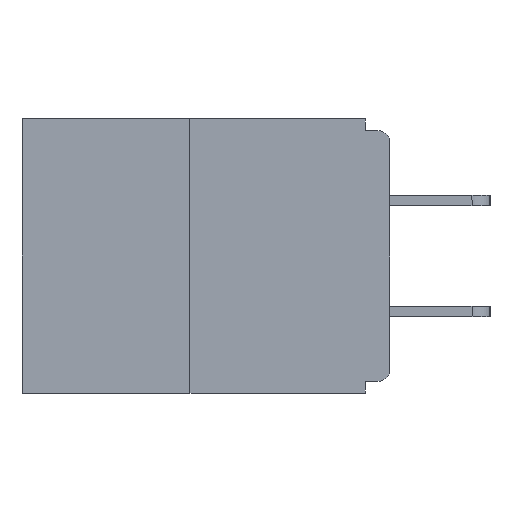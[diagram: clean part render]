
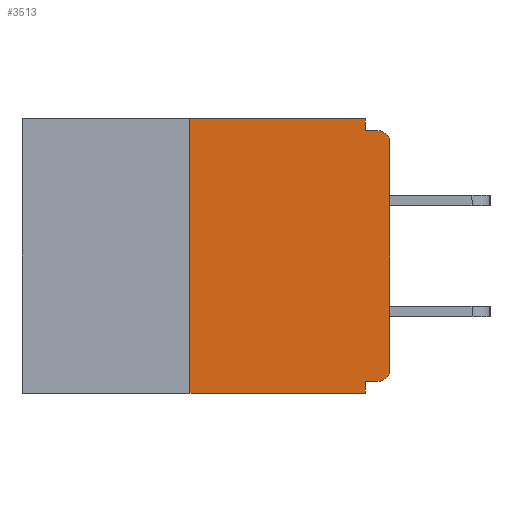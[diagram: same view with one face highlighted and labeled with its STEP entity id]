
A CAD part, left-side view. The second image highlights one B-rep face of the part: STEP entity #3513.
In plain terms, the highlighted planar face has unit normal (-1, 0, 0).
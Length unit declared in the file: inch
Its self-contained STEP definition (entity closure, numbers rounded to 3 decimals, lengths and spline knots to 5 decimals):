
#59 = CARTESIAN_POINT ( 'NONE',  ( 0., 0.031, -0.343 ) ) ;
#63 = ORIENTED_EDGE ( 'NONE', *, *, #22611, .F. ) ;
#701 = VERTEX_POINT ( 'NONE', #9135 ) ;
#1332 = CARTESIAN_POINT ( 'NONE',  ( 0., 0.031, -0.328 ) ) ;
#1833 = ORIENTED_EDGE ( 'NONE', *, *, #20273, .F. ) ;
#2526 = EDGE_LOOP ( 'NONE', ( #5180, #19509, #15762, #19322, #1833, #20011, #2596, #11519, #63, #12474 ) ) ;
#2596 = ORIENTED_EDGE ( 'NONE', *, *, #19325, .T. ) ;
#2614 = LINE ( 'NONE', #2822, #8612 ) ;
#2749 = CARTESIAN_POINT ( 'NONE',  ( 0., 0.25, 0. ) ) ;
#2790 = LINE ( 'NONE', #19727, #22559 ) ;
#2822 = CARTESIAN_POINT ( 'NONE',  ( 0., 0., -0.328 ) ) ;
#2890 = CARTESIAN_POINT ( 'NONE',  ( 0., 0.46, -0.343 ) ) ;
#3222 = CARTESIAN_POINT ( 'NONE',  ( 0., 0.031, -0.015 ) ) ;
#3510 = DIRECTION ( 'NONE',  ( 0., 0., -1. ) ) ;
#3513 = ADVANCED_FACE ( 'NONE', ( #24514 ), #14462, .F. ) ;
#4566 = CARTESIAN_POINT ( 'NONE',  ( 0., 0.015, -0.03 ) ) ;
#5089 = DIRECTION ( 'NONE',  ( 0., 0., -1. ) ) ;
#5097 = LINE ( 'NONE', #21605, #12113 ) ;
#5180 = ORIENTED_EDGE ( 'NONE', *, *, #21678, .F. ) ;
#5395 = CARTESIAN_POINT ( 'NONE',  ( 0., 0.031, 0. ) ) ;
#6189 = DIRECTION ( 'NONE',  ( 0., -1., 0. ) ) ;
#6557 = AXIS2_PLACEMENT_3D ( 'NONE', #16420, #18612, #5089 ) ;
#7089 = DIRECTION ( 'NONE',  ( 0., 0., -1. ) ) ;
#7114 = VERTEX_POINT ( 'NONE', #26454 ) ;
#7934 = DIRECTION ( 'NONE',  ( 0., 0., -1. ) ) ;
#8190 = LINE ( 'NONE', #19401, #19152 ) ;
#8474 = CARTESIAN_POINT ( 'NONE',  ( 0., 0., -0.313 ) ) ;
#8514 = EDGE_CURVE ( 'NONE', #701, #7114, #15354, .T. ) ;
#8612 = VECTOR ( 'NONE', #27390, 39.37008 ) ;
#9048 = DIRECTION ( 'NONE',  ( 0., -1., 0. ) ) ;
#9135 = CARTESIAN_POINT ( 'NONE',  ( 0., 0., -0.03 ) ) ;
#9422 = VERTEX_POINT ( 'NONE', #8474 ) ;
#10124 = DIRECTION ( 'NONE',  ( 1., 0., 0. ) ) ;
#10392 = VERTEX_POINT ( 'NONE', #2749 ) ;
#10864 = VERTEX_POINT ( 'NONE', #1332 ) ;
#11012 = CARTESIAN_POINT ( 'NONE',  ( 0., 0.46, 0. ) ) ;
#11456 = VERTEX_POINT ( 'NONE', #28547 ) ;
#11519 = ORIENTED_EDGE ( 'NONE', *, *, #8514, .T. ) ;
#12113 = VECTOR ( 'NONE', #12904, 39.37008 ) ;
#12474 = ORIENTED_EDGE ( 'NONE', *, *, #28556, .F. ) ;
#12904 = DIRECTION ( 'NONE',  ( 0., 0., 1. ) ) ;
#12939 = CARTESIAN_POINT ( 'NONE',  ( 0., 0.25, -0.343 ) ) ;
#13411 = AXIS2_PLACEMENT_3D ( 'NONE', #4566, #20349, #7089 ) ;
#14462 = PLANE ( 'NONE',  #28667 ) ;
#14493 = EDGE_CURVE ( 'NONE', #11456, #9422, #20583, .T. ) ;
#14631 = VECTOR ( 'NONE', #18892, 39.37008 ) ;
#15354 = CIRCLE ( 'NONE', #13411, 0.015 ) ;
#15762 = ORIENTED_EDGE ( 'NONE', *, *, #18671, .T. ) ;
#15809 = DIRECTION ( 'NONE',  ( 0., 0., -1. ) ) ;
#16323 = VERTEX_POINT ( 'NONE', #59 ) ;
#16420 = CARTESIAN_POINT ( 'NONE',  ( 0., 0.015, -0.313 ) ) ;
#17393 = VERTEX_POINT ( 'NONE', #3222 ) ;
#18425 = LINE ( 'NONE', #29234, #24065 ) ;
#18612 = DIRECTION ( 'NONE',  ( -1., 0., 0. ) ) ;
#18671 = EDGE_CURVE ( 'NONE', #20555, #16323, #20664, .T. ) ;
#18892 = DIRECTION ( 'NONE',  ( 0., -1., 0. ) ) ;
#19152 = VECTOR ( 'NONE', #3510, 39.37008 ) ;
#19322 = ORIENTED_EDGE ( 'NONE', *, *, #21396, .F. ) ;
#19325 = EDGE_CURVE ( 'NONE', #9422, #701, #5097, .T. ) ;
#19401 = CARTESIAN_POINT ( 'NONE',  ( 0., 0.031, 0. ) ) ;
#19509 = ORIENTED_EDGE ( 'NONE', *, *, #19671, .F. ) ;
#19671 = EDGE_CURVE ( 'NONE', #20555, #10392, #21360, .T. ) ;
#19727 = CARTESIAN_POINT ( 'NONE',  ( 0., 0., -0.015 ) ) ;
#20011 = ORIENTED_EDGE ( 'NONE', *, *, #14493, .T. ) ;
#20273 = EDGE_CURVE ( 'NONE', #11456, #10864, #2614, .T. ) ;
#20349 = DIRECTION ( 'NONE',  ( -1., 0., 0. ) ) ;
#20521 = CARTESIAN_POINT ( 'NONE',  ( 0., 0.25, 0. ) ) ;
#20555 = VERTEX_POINT ( 'NONE', #12939 ) ;
#20583 = CIRCLE ( 'NONE', #6557, 0.015 ) ;
#20664 = LINE ( 'NONE', #2890, #14631 ) ;
#21360 = LINE ( 'NONE', #20521, #26652 ) ;
#21396 = EDGE_CURVE ( 'NONE', #10864, #16323, #18425, .T. ) ;
#21397 = CARTESIAN_POINT ( 'NONE',  ( 0., 0.46, 0. ) ) ;
#21605 = CARTESIAN_POINT ( 'NONE',  ( 0., 0., 0. ) ) ;
#21678 = EDGE_CURVE ( 'NONE', #10392, #24512, #22266, .T. ) ;
#22266 = LINE ( 'NONE', #11012, #22982 ) ;
#22559 = VECTOR ( 'NONE', #6189, 39.37008 ) ;
#22611 = EDGE_CURVE ( 'NONE', #17393, #7114, #2790, .T. ) ;
#22784 = DIRECTION ( 'NONE',  ( 0., 0., 1. ) ) ;
#22982 = VECTOR ( 'NONE', #9048, 39.37008 ) ;
#24065 = VECTOR ( 'NONE', #15809, 39.37008 ) ;
#24512 = VERTEX_POINT ( 'NONE', #5395 ) ;
#24514 = FACE_OUTER_BOUND ( 'NONE', #2526, .T. ) ;
#26454 = CARTESIAN_POINT ( 'NONE',  ( 0., 0.015, -0.015 ) ) ;
#26652 = VECTOR ( 'NONE', #22784, 39.37008 ) ;
#27390 = DIRECTION ( 'NONE',  ( 0., 1., 0. ) ) ;
#28547 = CARTESIAN_POINT ( 'NONE',  ( 0., 0.015, -0.328 ) ) ;
#28556 = EDGE_CURVE ( 'NONE', #24512, #17393, #8190, .T. ) ;
#28667 = AXIS2_PLACEMENT_3D ( 'NONE', #21397, #10124, #7934 ) ;
#29234 = CARTESIAN_POINT ( 'NONE',  ( 0., 0.031, -0.343 ) ) ;
